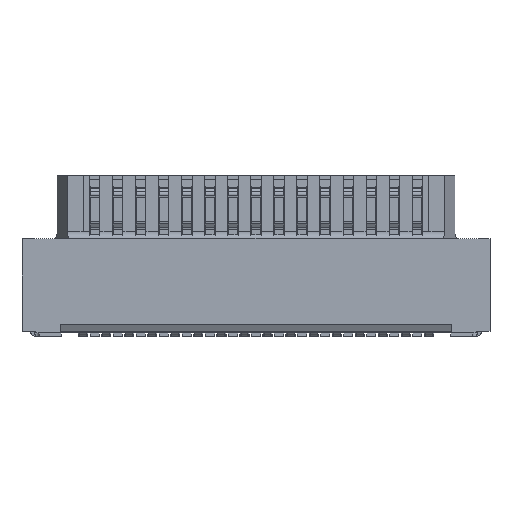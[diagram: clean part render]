
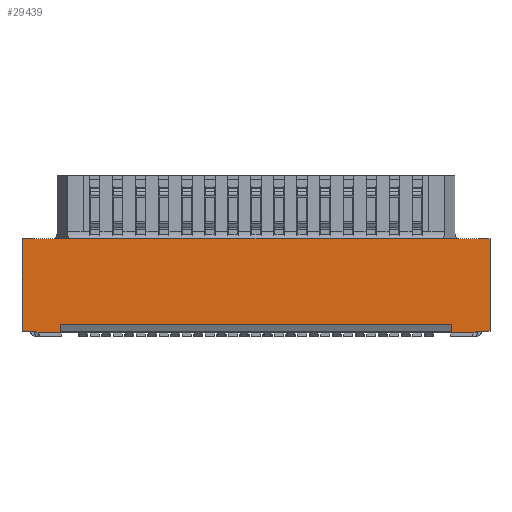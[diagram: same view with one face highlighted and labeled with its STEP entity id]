
A CAD part, front view. The second image highlights one B-rep face of the part: STEP entity #29439.
In plain terms, the highlighted planar face has unit normal (0, -1, 0).
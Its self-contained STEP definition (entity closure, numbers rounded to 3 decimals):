
#651=CARTESIAN_POINT('',(-5.15,-2.5,2.04));
#652=VERTEX_POINT('',#651);
#669=CARTESIAN_POINT('',(-5.15,-2.5,-1.97));
#670=VERTEX_POINT('',#669);
#677=CARTESIAN_POINT('',(-5.15,-2.5,-1.97));
#678=DIRECTION('',(0.,0.,1.));
#679=VECTOR('',#678,4.01);
#680=LINE('',#677,#679);
#681=EDGE_CURVE('',#670,#652,#680,.T.);
#903=CARTESIAN_POINT('',(-4.55,-2.5,-1.97));
#904=VERTEX_POINT('',#903);
#911=CARTESIAN_POINT('',(-4.55,-2.5,-1.97));
#912=DIRECTION('',(-1.,0.,0.));
#913=VECTOR('',#912,0.6);
#914=LINE('',#911,#913);
#915=EDGE_CURVE('',#904,#670,#914,.T.);
#965=CARTESIAN_POINT('',(-4.55,-2.5,-2.04));
#966=VERTEX_POINT('',#965);
#973=CARTESIAN_POINT('',(-4.55,-2.5,-2.04));
#974=DIRECTION('',(0.,0.,1.));
#975=VECTOR('',#974,0.07);
#976=LINE('',#973,#975);
#977=EDGE_CURVE('',#966,#904,#976,.T.);
#1036=CARTESIAN_POINT('',(-3.5,-2.5,-2.04));
#1037=VERTEX_POINT('',#1036);
#1062=CARTESIAN_POINT('',(-3.5,-2.5,-1.679));
#1063=VERTEX_POINT('',#1062);
#1070=CARTESIAN_POINT('',(-3.5,-2.5,-1.679));
#1071=DIRECTION('',(0.,0.,-1.));
#1072=VECTOR('',#1071,0.361);
#1073=LINE('',#1070,#1072);
#1074=EDGE_CURVE('',#1063,#1037,#1073,.T.);
#11954=CARTESIAN_POINT('',(-4.4,-2.5,-2.04));
#11955=VERTEX_POINT('',#11954);
#11962=CARTESIAN_POINT('',(-4.4,-2.5,-2.04));
#11963=DIRECTION('',(-1.,0.,0.));
#11964=VECTOR('',#11963,0.15);
#11965=LINE('',#11962,#11964);
#11966=EDGE_CURVE('',#11955,#966,#11965,.T.);
#12026=CARTESIAN_POINT('',(-3.5,-2.5,-2.04));
#12027=DIRECTION('',(-1.,0.,0.));
#12028=VECTOR('',#12027,0.9);
#12029=LINE('',#12026,#12028);
#12030=EDGE_CURVE('',#1037,#11955,#12029,.T.);
#19893=CARTESIAN_POINT('',(15.15,-2.5,2.04));
#19894=VERTEX_POINT('',#19893);
#19895=CARTESIAN_POINT('',(-5.15,-2.5,2.04));
#19896=DIRECTION('',(1.,0.,0.));
#19897=VECTOR('',#19896,20.3);
#19898=LINE('',#19895,#19897);
#19899=EDGE_CURVE('',#652,#19894,#19898,.T.);
#29371=CARTESIAN_POINT('',(5.,-2.5,0.));
#29372=DIRECTION('',(1.,0.,0.));
#29373=DIRECTION('',(0.,-1.,0.));
#29374=AXIS2_PLACEMENT_3D('',#29371,#29373,#29372);
#29375=PLANE('',#29374);
#29376=ORIENTED_EDGE('',*,*,#19899,.F.);
#29377=ORIENTED_EDGE('',*,*,#681,.F.);
#29378=ORIENTED_EDGE('',*,*,#915,.F.);
#29379=ORIENTED_EDGE('',*,*,#977,.F.);
#29380=ORIENTED_EDGE('',*,*,#11966,.F.);
#29381=ORIENTED_EDGE('',*,*,#12030,.F.);
#29382=ORIENTED_EDGE('',*,*,#1074,.F.);
#29383=CARTESIAN_POINT('',(13.5,-2.5,-1.679));
#29384=VERTEX_POINT('',#29383);
#29385=CARTESIAN_POINT('',(-3.5,-2.5,-1.679));
#29386=DIRECTION('',(1.,0.,0.));
#29387=VECTOR('',#29386,17.);
#29388=LINE('',#29385,#29387);
#29389=EDGE_CURVE('',#1063,#29384,#29388,.T.);
#29390=ORIENTED_EDGE('',*,*,#29389,.T.);
#29391=CARTESIAN_POINT('',(13.5,-2.5,-2.04));
#29392=VERTEX_POINT('',#29391);
#29393=CARTESIAN_POINT('',(13.5,-2.5,-1.679));
#29394=DIRECTION('',(0.,0.,-1.));
#29395=VECTOR('',#29394,0.361);
#29396=LINE('',#29393,#29395);
#29397=EDGE_CURVE('',#29384,#29392,#29396,.T.);
#29398=ORIENTED_EDGE('',*,*,#29397,.T.);
#29399=CARTESIAN_POINT('',(14.4,-2.5,-2.04));
#29400=VERTEX_POINT('',#29399);
#29401=CARTESIAN_POINT('',(13.5,-2.5,-2.04));
#29402=DIRECTION('',(1.,0.,0.));
#29403=VECTOR('',#29402,0.9);
#29404=LINE('',#29401,#29403);
#29405=EDGE_CURVE('',#29392,#29400,#29404,.T.);
#29406=ORIENTED_EDGE('',*,*,#29405,.T.);
#29407=CARTESIAN_POINT('',(14.55,-2.5,-2.04));
#29408=VERTEX_POINT('',#29407);
#29409=CARTESIAN_POINT('',(14.4,-2.5,-2.04));
#29410=DIRECTION('',(1.,0.,0.));
#29411=VECTOR('',#29410,0.15);
#29412=LINE('',#29409,#29411);
#29413=EDGE_CURVE('',#29400,#29408,#29412,.T.);
#29414=ORIENTED_EDGE('',*,*,#29413,.T.);
#29415=CARTESIAN_POINT('',(14.55,-2.5,-1.97));
#29416=VERTEX_POINT('',#29415);
#29417=CARTESIAN_POINT('',(14.55,-2.5,-2.04));
#29418=DIRECTION('',(0.,0.,1.));
#29419=VECTOR('',#29418,0.07);
#29420=LINE('',#29417,#29419);
#29421=EDGE_CURVE('',#29408,#29416,#29420,.T.);
#29422=ORIENTED_EDGE('',*,*,#29421,.T.);
#29423=CARTESIAN_POINT('',(15.15,-2.5,-1.97));
#29424=VERTEX_POINT('',#29423);
#29425=CARTESIAN_POINT('',(14.55,-2.5,-1.97));
#29426=DIRECTION('',(1.,0.,0.));
#29427=VECTOR('',#29426,0.6);
#29428=LINE('',#29425,#29427);
#29429=EDGE_CURVE('',#29416,#29424,#29428,.T.);
#29430=ORIENTED_EDGE('',*,*,#29429,.T.);
#29431=CARTESIAN_POINT('',(15.15,-2.5,-1.97));
#29432=DIRECTION('',(0.,0.,1.));
#29433=VECTOR('',#29432,4.01);
#29434=LINE('',#29431,#29433);
#29435=EDGE_CURVE('',#29424,#19894,#29434,.T.);
#29436=ORIENTED_EDGE('',*,*,#29435,.T.);
#29437=EDGE_LOOP('',(#29376,#29377,#29378,#29379,#29380,#29381,#29382,#29390,#29398,#29406,#29414,#29422,#29430,#29436));
#29438=FACE_OUTER_BOUND('',#29437,.T.);
#29439=ADVANCED_FACE('',(#29438),#29375,.T.);
